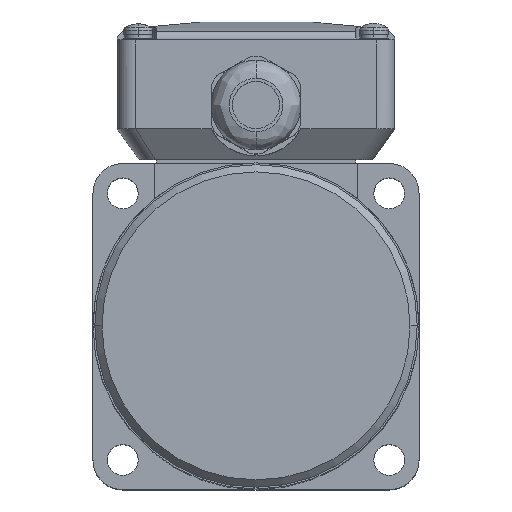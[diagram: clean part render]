
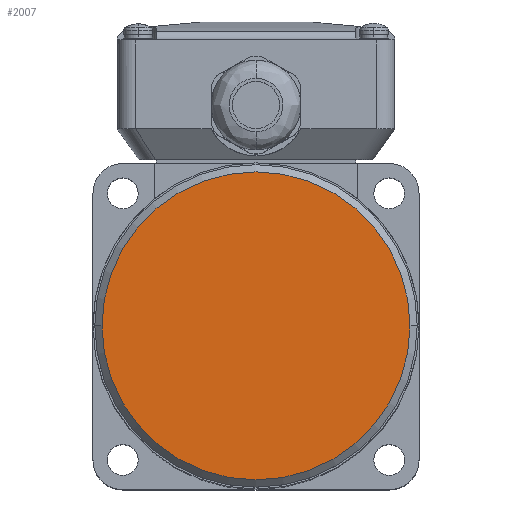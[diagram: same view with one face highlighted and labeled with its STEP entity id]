
A CAD part, top view. The second image highlights one B-rep face of the part: STEP entity #2007.
In plain terms, the highlighted planar face has unit normal (0, 0, 1).
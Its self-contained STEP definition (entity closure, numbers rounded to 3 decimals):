
#56 = EDGE_CURVE ( 'NONE', #7159, #6660, #2130, .T. ) ;
#237 = CARTESIAN_POINT ( 'NONE',  ( 0., 0., 120. ) ) ;
#238 = DIRECTION ( 'NONE',  ( 0., 0., -1. ) ) ;
#239 = DIRECTION ( 'NONE',  ( -1., 0., 0. ) ) ;
#365 = CIRCLE ( 'NONE', #383, 42.5 ) ;
#383 = AXIS2_PLACEMENT_3D ( 'NONE', #237, #238, #239 ) ;
#1618 = CARTESIAN_POINT ( 'NONE',  ( -42.5, 0., 120. ) ) ;
#2007 = ADVANCED_FACE ( 'NONE', ( #6775 ), #4549, .T. ) ;
#2117 = AXIS2_PLACEMENT_3D ( 'NONE', #3814, #3813, #3812 ) ;
#2130 = CIRCLE ( 'NONE', #2117, 42.5 ) ;
#3812 = DIRECTION ( 'NONE',  ( -1., 0., 0. ) ) ;
#3813 = DIRECTION ( 'NONE',  ( 0., 0., -1. ) ) ;
#3814 = CARTESIAN_POINT ( 'NONE',  ( 0., 0., 120. ) ) ;
#4546 = DIRECTION ( 'NONE',  ( 0., -1., 0. ) ) ;
#4547 = DIRECTION ( 'NONE',  ( 0., 0., 1. ) ) ;
#4548 = CARTESIAN_POINT ( 'NONE',  ( 0., 44.5, 120. ) ) ;
#4549 = PLANE ( 'NONE',  #5142 ) ;
#4782 = EDGE_CURVE ( 'NONE', #6660, #7159, #365, .T. ) ;
#5142 = AXIS2_PLACEMENT_3D ( 'NONE', #4548, #4547, #4546 ) ;
#5503 = CARTESIAN_POINT ( 'NONE',  ( 42.5, 0., 120. ) ) ;
#6660 = VERTEX_POINT ( 'NONE', #1618 ) ;
#6775 = FACE_OUTER_BOUND ( 'NONE', #8526, .T. ) ;
#7014 = ORIENTED_EDGE ( 'NONE', *, *, #56, .F. ) ;
#7020 = ORIENTED_EDGE ( 'NONE', *, *, #4782, .F. ) ;
#7159 = VERTEX_POINT ( 'NONE', #5503 ) ;
#8526 = EDGE_LOOP ( 'NONE', ( #7020, #7014 ) ) ;
